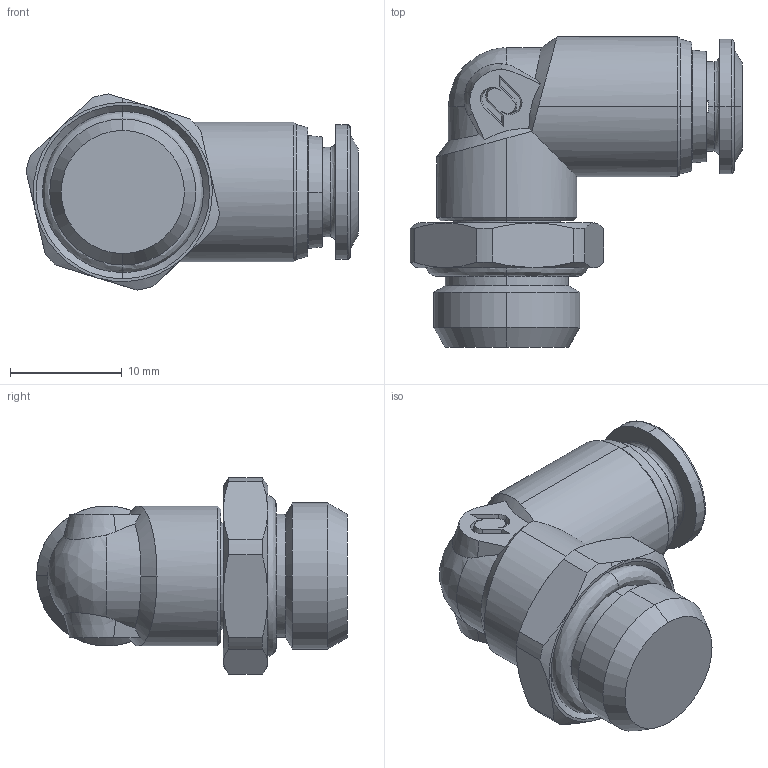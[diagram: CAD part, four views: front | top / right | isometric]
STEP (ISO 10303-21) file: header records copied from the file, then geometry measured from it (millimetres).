
FILE_DESCRIPTION (( 'STEP AP214' ), '1' );
FILE_NAME ('PL06-G02_ME.STEP', '2016-05-12T10:00:32', ( 'Gebruiker' ), ( '' ), 'SwSTEP 2.0', 'SolidWorks 2016', '' );
FILE_SCHEMA (( 'AUTOMOTIVE_DESIGN' ));
Length unit declared in the file: millimetre
Products named in the file (1): PL06-G02_ME
Bounding box: 29.73 x 27.83 x 17.57 mm (x, y, z)
Volume: 4869.9 mm3; surface area: 2607.8 mm2
Topology: 1 solids, 1 shells, 130 faces, 337 edges, 217 vertices
Faces by surface type: cone 47, plane 45, cylinder 25, bspline 13
Entity records: 5028 total; most frequent: CARTESIAN_POINT 1936, ORIENTED_EDGE 672, DIRECTION 606, EDGE_CURVE 336, AXIS2_PLACEMENT_3D 239, VERTEX_POINT 217, EDGE_LOOP 143, FACE_OUTER_BOUND 130
